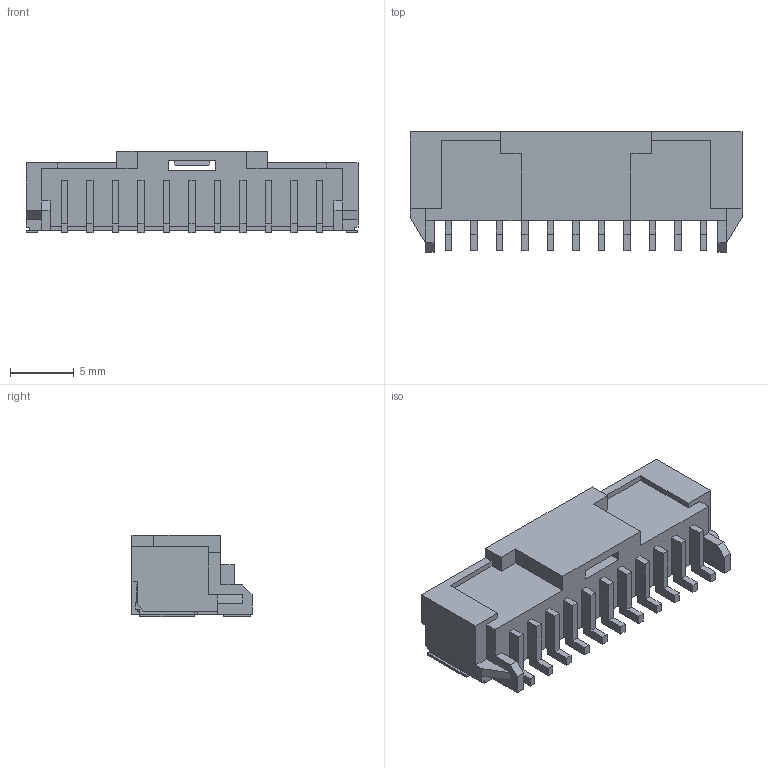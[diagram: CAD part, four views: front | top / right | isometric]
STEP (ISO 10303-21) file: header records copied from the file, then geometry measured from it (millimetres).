
FILE_DESCRIPTION((''),'2;1');
FILE_NAME('5023521100','2017-05-30T',('ksrinivasara'),(''),'PRO/ENGINEER BY PARAMETRIC TECHNOLOGY CORPORATION, 2012310','PRO/ENGINEER BY PARAMETRIC TECHNOLOGY CORPORATION, 2012310','');
FILE_SCHEMA(('CONFIG_CONTROL_DESIGN'));
Length unit declared in the file: millimetre
Products named in the file (1): 5023521100
Bounding box: 26 x 9.4 x 6.4 mm (x, y, z)
Volume: 511.4 mm3; surface area: 1398.7 mm2
Topology: 1 solids, 1 shells, 393 faces, 1127 edges, 743 vertices
Faces by surface type: plane 393
Entity records: 12465 total; most frequent: CARTESIAN_POINT 2212, ORIENTED_EDGE 2150, DIRECTION 1915, VECTOR 1127, LINE 1127, EDGE_CURVE 1075, VERTEX_POINT 691, EDGE_LOOP 410
